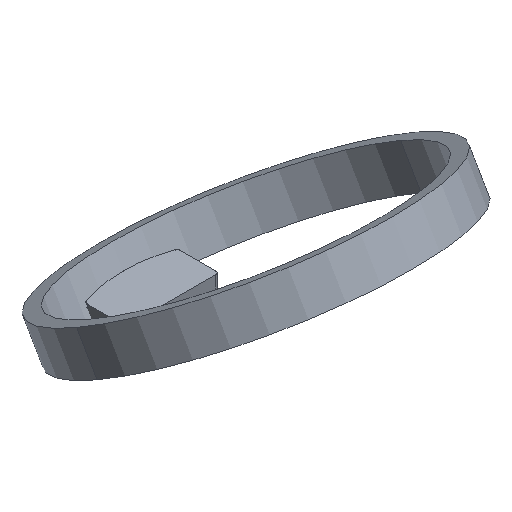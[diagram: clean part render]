
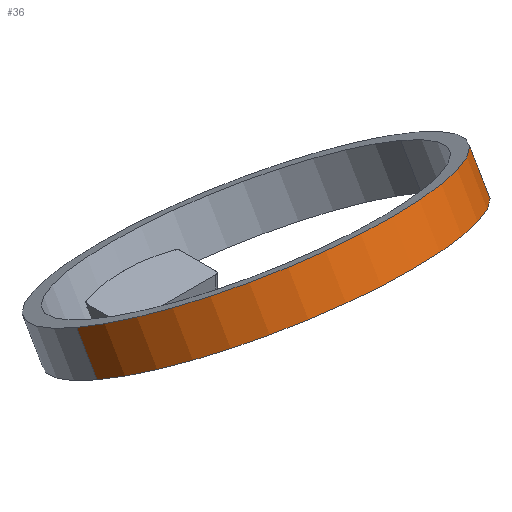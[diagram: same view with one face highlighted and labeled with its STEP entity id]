
A CAD part, isometric view. The second image highlights one B-rep face of the part: STEP entity #36.
In plain terms, the highlighted cylindrical face has radius 100 mm (diameter 200 mm), a partial arc.
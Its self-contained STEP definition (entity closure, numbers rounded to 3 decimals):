
#19 = DIRECTION ( 'NONE',  ( 0., 0., 1. ) ) ;
#36 = ADVANCED_FACE ( 'NONE', ( #600 ), #744, .T. ) ;
#110 = VECTOR ( 'NONE', #780, 1000. ) ;
#124 = AXIS2_PLACEMENT_3D ( 'NONE', #254, #19, #650 ) ;
#172 = LINE ( 'NONE', #590, #110 ) ;
#230 = CARTESIAN_POINT ( 'NONE',  ( 0., 0., 24. ) ) ;
#231 = DIRECTION ( 'NONE',  ( 0., 0., 1. ) ) ;
#254 = CARTESIAN_POINT ( 'NONE',  ( 0., 0., 24. ) ) ;
#291 = CARTESIAN_POINT ( 'NONE',  ( 100., 0., 24. ) ) ;
#298 = DIRECTION ( 'NONE',  ( 0., 0., 1. ) ) ;
#336 = VERTEX_POINT ( 'NONE', #399 ) ;
#352 = EDGE_CURVE ( 'NONE', #462, #660, #529, .T. ) ;
#366 = VECTOR ( 'NONE', #298, 1000. ) ;
#391 = EDGE_LOOP ( 'NONE', ( #678, #620, #536, #487 ) ) ;
#399 = CARTESIAN_POINT ( 'NONE',  ( 100., 0., 0. ) ) ;
#443 = DIRECTION ( 'NONE',  ( 0., 0., 1. ) ) ;
#447 = DIRECTION ( 'NONE',  ( 1., 0., 0. ) ) ;
#451 = AXIS2_PLACEMENT_3D ( 'NONE', #230, #231, #748 ) ;
#462 = VERTEX_POINT ( 'NONE', #778 ) ;
#477 = EDGE_CURVE ( 'NONE', #719, #462, #172, .T. ) ;
#487 = ORIENTED_EDGE ( 'NONE', *, *, #352, .F. ) ;
#529 = CIRCLE ( 'NONE', #124, 100. ) ;
#535 = AXIS2_PLACEMENT_3D ( 'NONE', #640, #443, #447 ) ;
#536 = ORIENTED_EDGE ( 'NONE', *, *, #751, .T. ) ;
#552 = CARTESIAN_POINT ( 'NONE',  ( -100., 0., 0. ) ) ;
#554 = LINE ( 'NONE', #558, #366 ) ;
#558 = CARTESIAN_POINT ( 'NONE',  ( 100., 0., 24. ) ) ;
#590 = CARTESIAN_POINT ( 'NONE',  ( -100., 0., 24. ) ) ;
#600 = FACE_OUTER_BOUND ( 'NONE', #391, .T. ) ;
#620 = ORIENTED_EDGE ( 'NONE', *, *, #796, .T. ) ;
#640 = CARTESIAN_POINT ( 'NONE',  ( 0., 0., 0. ) ) ;
#650 = DIRECTION ( 'NONE',  ( 1., 0., 0. ) ) ;
#660 = VERTEX_POINT ( 'NONE', #291 ) ;
#678 = ORIENTED_EDGE ( 'NONE', *, *, #477, .F. ) ;
#719 = VERTEX_POINT ( 'NONE', #552 ) ;
#725 = CIRCLE ( 'NONE', #535, 100. ) ;
#744 = CYLINDRICAL_SURFACE ( 'NONE', #451, 100. ) ;
#748 = DIRECTION ( 'NONE',  ( 1., 0., 0. ) ) ;
#751 = EDGE_CURVE ( 'NONE', #336, #660, #554, .T. ) ;
#778 = CARTESIAN_POINT ( 'NONE',  ( -100., 0., 24. ) ) ;
#780 = DIRECTION ( 'NONE',  ( 0., 0., 1. ) ) ;
#796 = EDGE_CURVE ( 'NONE', #719, #336, #725, .T. ) ;
